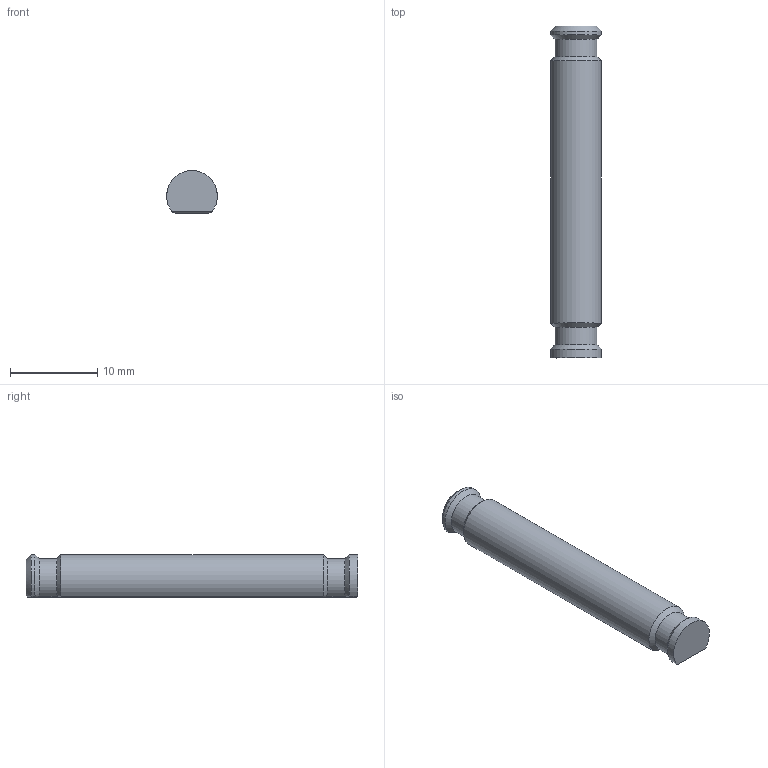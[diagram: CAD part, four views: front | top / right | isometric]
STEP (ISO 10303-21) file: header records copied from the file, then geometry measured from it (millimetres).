
FILE_DESCRIPTION(/* description */ (''),/* implementation_level */ '2;1');
FILE_NAME(/* name */ 'PitClamp Mini - Printed Hinge - Pin.step',/* time_stamp */ '2024-08-20T08:55:35-04:00',/* author */ (''),/* organization */ (''),/* preprocessor_version */ 'ST-DEVELOPER v20',/* originating_system */ 'Autodesk Translation Framework v13.14.0.145',/* authorisation */ '');
FILE_SCHEMA (('AUTOMOTIVE_DESIGN { 1 0 10303 214 3 1 1 }'));
Length unit declared in the file: millimetre
Products named in the file (1): PitClamp Mini - Printed Hinge - Pin
Bounding box: 5.8 x 38 x 4.9 mm (x, y, z)
Volume: 868.8 mm3; surface area: 708.6 mm2
Topology: 1 solids, 1 shells, 53 faces, 153 edges, 102 vertices
Faces by surface type: bspline 28, plane 15, cylinder 5, cone 5
Entity records: 2294 total; most frequent: CARTESIAN_POINT 1103, ORIENTED_EDGE 306, EDGE_CURVE 153, DIRECTION 130, VERTEX_POINT 102, B_SPLINE_CURVE_WITH_KNOTS 88, FACE_OUTER_BOUND 53, EDGE_LOOP 53
